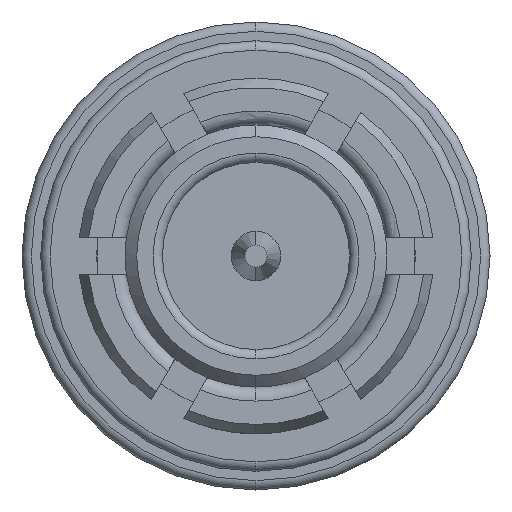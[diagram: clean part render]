
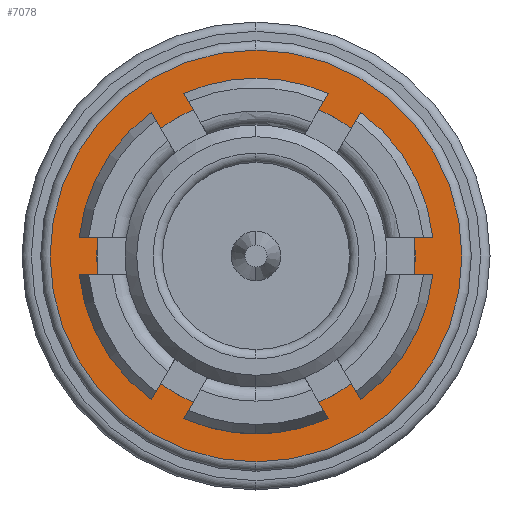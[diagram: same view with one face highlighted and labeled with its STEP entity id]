
A CAD part, left-side view. The second image highlights one B-rep face of the part: STEP entity #7078.
In plain terms, the highlighted planar face has unit normal (-1, 0, 0).
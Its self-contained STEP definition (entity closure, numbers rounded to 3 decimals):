
#81 = VERTEX_POINT ( 'NONE', #7297 ) ;
#378 = DIRECTION ( 'NONE',  ( 0., 0., -1. ) ) ;
#404 = DIRECTION ( 'NONE',  ( -1., 0., 0. ) ) ;
#455 = EDGE_LOOP ( 'NONE', ( #2250, #4275 ) ) ;
#458 = VERTEX_POINT ( 'NONE', #5255 ) ;
#471 = CARTESIAN_POINT ( 'NONE',  ( -0.9, 0., 0. ) ) ;
#691 = DIRECTION ( 'NONE',  ( 0., 0., -1. ) ) ;
#747 = AXIS2_PLACEMENT_3D ( 'NONE', #3518, #8321, #4235 ) ;
#911 = PLANE ( 'NONE',  #3307 ) ;
#945 = DIRECTION ( 'NONE',  ( 1., 0., 0. ) ) ;
#1384 = AXIS2_PLACEMENT_3D ( 'NONE', #6022, #1842, #6697 ) ;
#1664 = CIRCLE ( 'NONE', #3591, 2.2 ) ;
#1842 = DIRECTION ( 'NONE',  ( -1., 0., 0. ) ) ;
#2250 = ORIENTED_EDGE ( 'NONE', *, *, #6009, .F. ) ;
#2572 = EDGE_LOOP ( 'NONE', ( #5952, #4739 ) ) ;
#2935 = FACE_OUTER_BOUND ( 'NONE', #2572, .T. ) ;
#3307 = AXIS2_PLACEMENT_3D ( 'NONE', #5150, #945, #5843 ) ;
#3518 = CARTESIAN_POINT ( 'NONE',  ( -0.9, 0., 0. ) ) ;
#3552 = CARTESIAN_POINT ( 'NONE',  ( -0.9, 0., -2.2 ) ) ;
#3591 = AXIS2_PLACEMENT_3D ( 'NONE', #471, #404, #378 ) ;
#4235 = DIRECTION ( 'NONE',  ( 0., 0., 1. ) ) ;
#4275 = ORIENTED_EDGE ( 'NONE', *, *, #8601, .F. ) ;
#4280 = AXIS2_PLACEMENT_3D ( 'NONE', #8949, #4906, #691 ) ;
#4437 = EDGE_CURVE ( 'NONE', #6042, #81, #1664, .T. ) ;
#4739 = ORIENTED_EDGE ( 'NONE', *, *, #8260, .T. ) ;
#4769 = CIRCLE ( 'NONE', #747, 1.7 ) ;
#4906 = DIRECTION ( 'NONE',  ( -1., 0., 0. ) ) ;
#5150 = CARTESIAN_POINT ( 'NONE',  ( -0.9, 1.7, 0. ) ) ;
#5255 = CARTESIAN_POINT ( 'NONE',  ( -0.9, 0., -1.7 ) ) ;
#5337 = CARTESIAN_POINT ( 'NONE',  ( -0.9, 0., 1.7 ) ) ;
#5843 = DIRECTION ( 'NONE',  ( 0., 0., -1. ) ) ;
#5952 = ORIENTED_EDGE ( 'NONE', *, *, #4437, .T. ) ;
#6009 = EDGE_CURVE ( 'NONE', #8604, #458, #4769, .T. ) ;
#6022 = CARTESIAN_POINT ( 'NONE',  ( -0.9, 0., 0. ) ) ;
#6042 = VERTEX_POINT ( 'NONE', #3552 ) ;
#6437 = CIRCLE ( 'NONE', #1384, 1.7 ) ;
#6697 = DIRECTION ( 'NONE',  ( 0., 0., 1. ) ) ;
#6944 = CIRCLE ( 'NONE', #4280, 2.2 ) ;
#7078 = ADVANCED_FACE ( 'NONE', ( #2935, #8217 ), #911, .F. ) ;
#7297 = CARTESIAN_POINT ( 'NONE',  ( -0.9, 0., 2.2 ) ) ;
#8217 = FACE_BOUND ( 'NONE', #455, .T. ) ;
#8260 = EDGE_CURVE ( 'NONE', #81, #6042, #6944, .T. ) ;
#8321 = DIRECTION ( 'NONE',  ( -1., 0., 0. ) ) ;
#8601 = EDGE_CURVE ( 'NONE', #458, #8604, #6437, .T. ) ;
#8604 = VERTEX_POINT ( 'NONE', #5337 ) ;
#8949 = CARTESIAN_POINT ( 'NONE',  ( -0.9, 0., 0. ) ) ;
